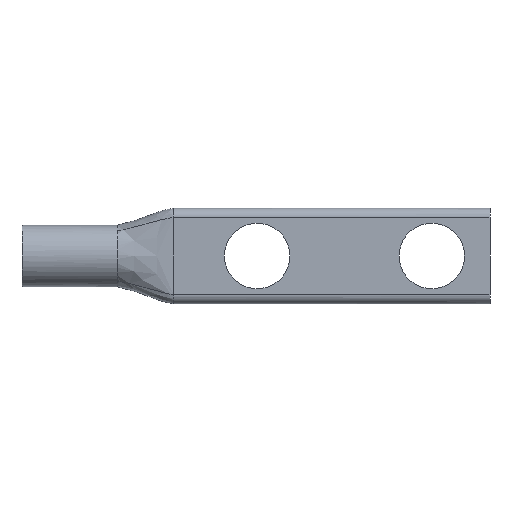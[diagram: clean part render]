
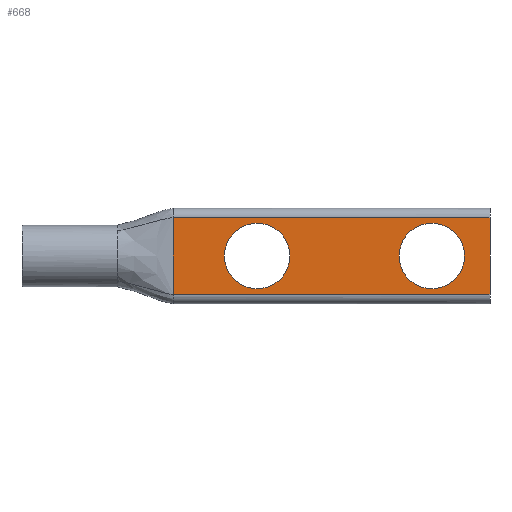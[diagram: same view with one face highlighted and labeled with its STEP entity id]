
A CAD part, front view. The second image highlights one B-rep face of the part: STEP entity #668.
In plain terms, the highlighted planar face has unit normal (0, -1, 0).
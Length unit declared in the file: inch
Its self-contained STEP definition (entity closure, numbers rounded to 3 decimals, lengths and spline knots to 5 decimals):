
#55 = VERTEX_POINT ( 'NONE', #448 ) ;
#119 = DIRECTION ( 'NONE',  ( 0., 1., 0. ) ) ;
#154 = VERTEX_POINT ( 'NONE', #258 ) ;
#185 = VERTEX_POINT ( 'NONE', #1205 ) ;
#224 = EDGE_LOOP ( 'NONE', ( #756, #251, #1224, #1915 ) ) ;
#227 = AXIS2_PLACEMENT_3D ( 'NONE', #1574, #1249, #948 ) ;
#251 = ORIENTED_EDGE ( 'NONE', *, *, #1383, .T. ) ;
#258 = CARTESIAN_POINT ( 'NONE',  ( 1.01, 0., 0.1405 ) ) ;
#315 = VECTOR ( 'NONE', #1887, 39.37008 ) ;
#318 = AXIS2_PLACEMENT_3D ( 'NONE', #1190, #119, #1802 ) ;
#354 = VERTEX_POINT ( 'NONE', #820 ) ;
#358 = ORIENTED_EDGE ( 'NONE', *, *, #586, .T. ) ;
#377 = CIRCLE ( 'NONE', #476, 0.1405 ) ;
#398 = ORIENTED_EDGE ( 'NONE', *, *, #1694, .T. ) ;
#429 = VERTEX_POINT ( 'NONE', #1634 ) ;
#438 = EDGE_CURVE ( 'NONE', #354, #1873, #1109, .T. ) ;
#448 = CARTESIAN_POINT ( 'NONE',  ( 2.01, 0., 0.165 ) ) ;
#451 = DIRECTION ( 'NONE',  ( 0., 0., 1. ) ) ;
#475 = ORIENTED_EDGE ( 'NONE', *, *, #604, .T. ) ;
#476 = AXIS2_PLACEMENT_3D ( 'NONE', #570, #1301, #1934 ) ;
#504 = CARTESIAN_POINT ( 'NONE',  ( 2.42773, 0., 0.165 ) ) ;
#546 = LINE ( 'NONE', #834, #315 ) ;
#570 = CARTESIAN_POINT ( 'NONE',  ( 1.76, 0., 0. ) ) ;
#582 = AXIS2_PLACEMENT_3D ( 'NONE', #600, #1669, #451 ) ;
#586 = EDGE_CURVE ( 'NONE', #1480, #154, #994, .T. ) ;
#600 = CARTESIAN_POINT ( 'NONE',  ( 1.01, 0., 0. ) ) ;
#604 = EDGE_CURVE ( 'NONE', #154, #1480, #1445, .T. ) ;
#610 = DIRECTION ( 'NONE',  ( 0., 1., 0. ) ) ;
#629 = CARTESIAN_POINT ( 'NONE',  ( 1.01, 0., 0. ) ) ;
#660 = FACE_BOUND ( 'NONE', #1088, .T. ) ;
#668 = ADVANCED_FACE ( 'NONE', ( #965, #1549, #660 ), #1698, .T. ) ;
#739 = VECTOR ( 'NONE', #894, 39.37008 ) ;
#756 = ORIENTED_EDGE ( 'NONE', *, *, #996, .T. ) ;
#820 = CARTESIAN_POINT ( 'NONE',  ( 1.76, 0., -0.1405 ) ) ;
#834 = CARTESIAN_POINT ( 'NONE',  ( 2.42773, 0., -0.165 ) ) ;
#857 = LINE ( 'NONE', #1473, #739 ) ;
#894 = DIRECTION ( 'NONE',  ( 0., 0., -1. ) ) ;
#933 = AXIS2_PLACEMENT_3D ( 'NONE', #629, #610, #1053 ) ;
#948 = DIRECTION ( 'NONE',  ( 0., 0., -1. ) ) ;
#952 = LINE ( 'NONE', #504, #980 ) ;
#961 = EDGE_CURVE ( 'NONE', #1000, #429, #546, .T. ) ;
#965 = FACE_OUTER_BOUND ( 'NONE', #224, .T. ) ;
#980 = VECTOR ( 'NONE', #1723, 39.37008 ) ;
#994 = CIRCLE ( 'NONE', #933, 0.1405 ) ;
#996 = EDGE_CURVE ( 'NONE', #55, #185, #952, .T. ) ;
#1000 = VERTEX_POINT ( 'NONE', #1756 ) ;
#1053 = DIRECTION ( 'NONE',  ( 0., 0., 1. ) ) ;
#1088 = EDGE_LOOP ( 'NONE', ( #398, #1605 ) ) ;
#1109 = CIRCLE ( 'NONE', #318, 0.1405 ) ;
#1190 = CARTESIAN_POINT ( 'NONE',  ( 1.76, 0., 0. ) ) ;
#1205 = CARTESIAN_POINT ( 'NONE',  ( 0.65, 0., 0.165 ) ) ;
#1224 = ORIENTED_EDGE ( 'NONE', *, *, #961, .F. ) ;
#1240 = CARTESIAN_POINT ( 'NONE',  ( 1.01, 0., -0.1405 ) ) ;
#1245 = VECTOR ( 'NONE', #1420, 39.37008 ) ;
#1249 = DIRECTION ( 'NONE',  ( 0., -1., 0. ) ) ;
#1301 = DIRECTION ( 'NONE',  ( 0., 1., 0. ) ) ;
#1383 = EDGE_CURVE ( 'NONE', #185, #429, #857, .T. ) ;
#1420 = DIRECTION ( 'NONE',  ( 0., 0., -1. ) ) ;
#1445 = CIRCLE ( 'NONE', #582, 0.1405 ) ;
#1473 = CARTESIAN_POINT ( 'NONE',  ( 0.65, 0., 0. ) ) ;
#1480 = VERTEX_POINT ( 'NONE', #1240 ) ;
#1548 = EDGE_CURVE ( 'NONE', #55, #1000, #1557, .T. ) ;
#1549 = FACE_BOUND ( 'NONE', #1877, .T. ) ;
#1557 = LINE ( 'NONE', #1729, #1245 ) ;
#1574 = CARTESIAN_POINT ( 'NONE',  ( 2.42773, 0., 0. ) ) ;
#1605 = ORIENTED_EDGE ( 'NONE', *, *, #438, .T. ) ;
#1634 = CARTESIAN_POINT ( 'NONE',  ( 0.65, 0., -0.165 ) ) ;
#1669 = DIRECTION ( 'NONE',  ( 0., 1., 0. ) ) ;
#1694 = EDGE_CURVE ( 'NONE', #1873, #354, #377, .T. ) ;
#1698 = PLANE ( 'NONE',  #227 ) ;
#1717 = CARTESIAN_POINT ( 'NONE',  ( 1.76, 0., 0.1405 ) ) ;
#1723 = DIRECTION ( 'NONE',  ( -1., 0., 0. ) ) ;
#1729 = CARTESIAN_POINT ( 'NONE',  ( 2.01, 0., 0. ) ) ;
#1756 = CARTESIAN_POINT ( 'NONE',  ( 2.01, 0., -0.165 ) ) ;
#1802 = DIRECTION ( 'NONE',  ( 0., 0., 1. ) ) ;
#1873 = VERTEX_POINT ( 'NONE', #1717 ) ;
#1877 = EDGE_LOOP ( 'NONE', ( #475, #358 ) ) ;
#1887 = DIRECTION ( 'NONE',  ( -1., 0., 0. ) ) ;
#1915 = ORIENTED_EDGE ( 'NONE', *, *, #1548, .F. ) ;
#1934 = DIRECTION ( 'NONE',  ( 0., 0., 1. ) ) ;
